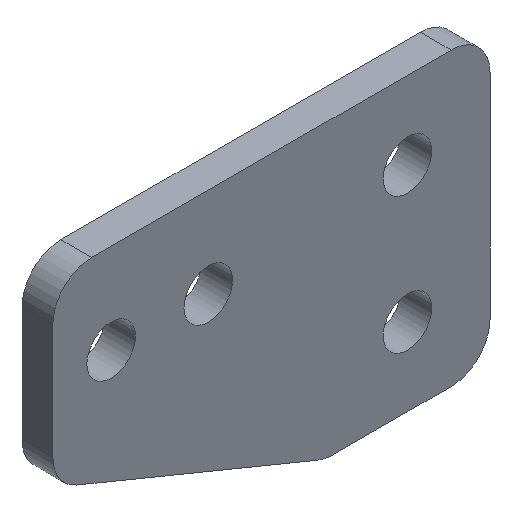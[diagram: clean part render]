
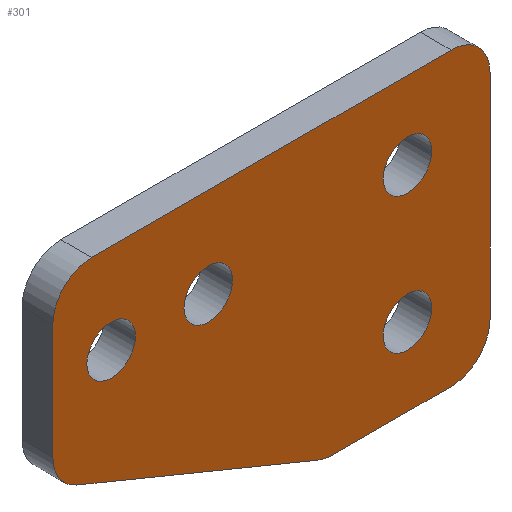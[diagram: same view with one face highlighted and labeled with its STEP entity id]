
A CAD part, isometric view. The second image highlights one B-rep face of the part: STEP entity #301.
In plain terms, the highlighted planar face has unit normal (0, -1, 0).
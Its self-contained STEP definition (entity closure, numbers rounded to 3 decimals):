
#15=FACE_BOUND('',#49,.T.);
#16=FACE_BOUND('',#50,.T.);
#17=FACE_BOUND('',#51,.T.);
#18=FACE_BOUND('',#52,.T.);
#24=PLANE('',#333);
#32=FACE_OUTER_BOUND('',#48,.T.);
#48=EDGE_LOOP('',(#214,#215,#216,#217,#218,#219,#220,#221,#222,#223));
#49=EDGE_LOOP('',(#224));
#50=EDGE_LOOP('',(#225));
#51=EDGE_LOOP('',(#226));
#52=EDGE_LOOP('',(#227));
#72=LINE('',#469,#96);
#75=LINE('',#475,#99);
#76=LINE('',#479,#100);
#77=LINE('',#483,#101);
#78=LINE('',#487,#102);
#96=VECTOR('',#375,10.);
#99=VECTOR('',#380,10.);
#100=VECTOR('',#383,10.);
#101=VECTOR('',#386,10.);
#102=VECTOR('',#389,10.);
#119=CIRCLE('',#331,4.);
#120=CIRCLE('',#334,4.);
#121=CIRCLE('',#335,4.);
#122=CIRCLE('',#336,4.);
#123=CIRCLE('',#337,4.);
#124=CIRCLE('',#338,2.5);
#125=CIRCLE('',#339,2.5);
#126=CIRCLE('',#340,2.5);
#127=CIRCLE('',#341,2.5);
#138=VERTEX_POINT('',#462);
#139=VERTEX_POINT('',#464);
#140=VERTEX_POINT('',#468);
#142=VERTEX_POINT('',#474);
#143=VERTEX_POINT('',#476);
#144=VERTEX_POINT('',#478);
#145=VERTEX_POINT('',#480);
#146=VERTEX_POINT('',#482);
#147=VERTEX_POINT('',#484);
#148=VERTEX_POINT('',#486);
#149=VERTEX_POINT('',#489);
#150=VERTEX_POINT('',#491);
#151=VERTEX_POINT('',#493);
#152=VERTEX_POINT('',#495);
#166=EDGE_CURVE('',#138,#139,#119,.T.);
#168=EDGE_CURVE('',#140,#139,#72,.T.);
#171=EDGE_CURVE('',#138,#142,#75,.T.);
#172=EDGE_CURVE('',#143,#142,#120,.T.);
#173=EDGE_CURVE('',#143,#144,#76,.T.);
#174=EDGE_CURVE('',#145,#144,#121,.T.);
#175=EDGE_CURVE('',#145,#146,#77,.T.);
#176=EDGE_CURVE('',#147,#146,#122,.T.);
#177=EDGE_CURVE('',#147,#148,#78,.T.);
#178=EDGE_CURVE('',#140,#148,#123,.T.);
#179=EDGE_CURVE('',#149,#149,#124,.T.);
#180=EDGE_CURVE('',#150,#150,#125,.T.);
#181=EDGE_CURVE('',#151,#151,#126,.T.);
#182=EDGE_CURVE('',#152,#152,#127,.T.);
#214=ORIENTED_EDGE('',*,*,#166,.F.);
#215=ORIENTED_EDGE('',*,*,#171,.T.);
#216=ORIENTED_EDGE('',*,*,#172,.F.);
#217=ORIENTED_EDGE('',*,*,#173,.T.);
#218=ORIENTED_EDGE('',*,*,#174,.F.);
#219=ORIENTED_EDGE('',*,*,#175,.T.);
#220=ORIENTED_EDGE('',*,*,#176,.F.);
#221=ORIENTED_EDGE('',*,*,#177,.T.);
#222=ORIENTED_EDGE('',*,*,#178,.F.);
#223=ORIENTED_EDGE('',*,*,#168,.T.);
#224=ORIENTED_EDGE('',*,*,#179,.F.);
#225=ORIENTED_EDGE('',*,*,#180,.F.);
#226=ORIENTED_EDGE('',*,*,#181,.F.);
#227=ORIENTED_EDGE('',*,*,#182,.F.);
#301=ADVANCED_FACE('',(#32,#15,#16,#17,#18),#24,.F.);
#331=AXIS2_PLACEMENT_3D('',#465,#370,#371);
#333=AXIS2_PLACEMENT_3D('',#473,#378,#379);
#334=AXIS2_PLACEMENT_3D('',#477,#381,#382);
#335=AXIS2_PLACEMENT_3D('',#481,#384,#385);
#336=AXIS2_PLACEMENT_3D('',#485,#387,#388);
#337=AXIS2_PLACEMENT_3D('',#488,#390,#391);
#338=AXIS2_PLACEMENT_3D('',#490,#392,#393);
#339=AXIS2_PLACEMENT_3D('',#492,#394,#395);
#340=AXIS2_PLACEMENT_3D('',#494,#396,#397);
#341=AXIS2_PLACEMENT_3D('',#496,#398,#399);
#370=DIRECTION('center_axis',(0.,1.,0.));
#371=DIRECTION('ref_axis',(0.707,0.,-0.707));
#375=DIRECTION('',(1.,0.,0.));
#378=DIRECTION('center_axis',(0.,1.,0.));
#379=DIRECTION('ref_axis',(-1.,0.,0.));
#380=DIRECTION('',(0.,0.,1.));
#381=DIRECTION('center_axis',(0.,1.,0.));
#382=DIRECTION('ref_axis',(0.707,0.,0.707));
#383=DIRECTION('',(-1.,0.,0.));
#384=DIRECTION('center_axis',(0.,1.,0.));
#385=DIRECTION('ref_axis',(-0.707,0.,0.707));
#386=DIRECTION('',(0.,0.,-1.));
#387=DIRECTION('center_axis',(0.,1.,0.));
#388=DIRECTION('ref_axis',(-0.831,0.,-0.557));
#389=DIRECTION('',(0.925,0.,-0.38));
#390=DIRECTION('center_axis',(0.,1.,0.));
#391=DIRECTION('ref_axis',(-0.194,0.,-0.981));
#392=DIRECTION('center_axis',(0.,-1.,0.));
#393=DIRECTION('ref_axis',(-1.,0.,0.));
#394=DIRECTION('center_axis',(0.,-1.,0.));
#395=DIRECTION('ref_axis',(-1.,0.,0.));
#396=DIRECTION('center_axis',(0.,-1.,0.));
#397=DIRECTION('ref_axis',(-1.,0.,0.));
#398=DIRECTION('center_axis',(0.,-1.,0.));
#399=DIRECTION('ref_axis',(-1.,0.,0.));
#462=CARTESIAN_POINT('',(8.5,140.,144.));
#464=CARTESIAN_POINT('',(4.5,140.,140.));
#465=CARTESIAN_POINT('Origin',(4.5,140.,144.));
#468=CARTESIAN_POINT('',(-7.711,140.,140.));
#469=CARTESIAN_POINT('',(-8.5,140.,140.));
#473=CARTESIAN_POINT('Origin',(-14.,140.,155.));
#474=CARTESIAN_POINT('',(8.5,140.,166.));
#475=CARTESIAN_POINT('',(8.5,140.,140.));
#476=CARTESIAN_POINT('',(4.5,140.,170.));
#477=CARTESIAN_POINT('Origin',(4.5,140.,166.));
#478=CARTESIAN_POINT('',(-32.5,140.,170.));
#479=CARTESIAN_POINT('',(8.5,140.,170.));
#480=CARTESIAN_POINT('',(-36.5,140.,166.));
#481=CARTESIAN_POINT('Origin',(-32.5,140.,166.));
#482=CARTESIAN_POINT('',(-36.5,140.,154.181));
#483=CARTESIAN_POINT('',(-36.5,140.,170.));
#484=CARTESIAN_POINT('',(-34.02,140.,150.481));
#485=CARTESIAN_POINT('Origin',(-32.5,140.,154.181));
#486=CARTESIAN_POINT('',(-9.23,140.,140.3));
#487=CARTESIAN_POINT('',(-36.5,140.,151.5));
#488=CARTESIAN_POINT('Origin',(-7.711,140.,144.));
#489=CARTESIAN_POINT('',(-28.,140.,160.75));
#490=CARTESIAN_POINT('Origin',(-30.5,140.,160.75));
#491=CARTESIAN_POINT('',(-18.,140.,160.75));
#492=CARTESIAN_POINT('Origin',(-20.5,140.,160.75));
#493=CARTESIAN_POINT('',(2.5,140.,162.));
#494=CARTESIAN_POINT('Origin',(0.,140.,162.));
#495=CARTESIAN_POINT('',(2.5,140.,148.));
#496=CARTESIAN_POINT('Origin',(0.,140.,148.));
